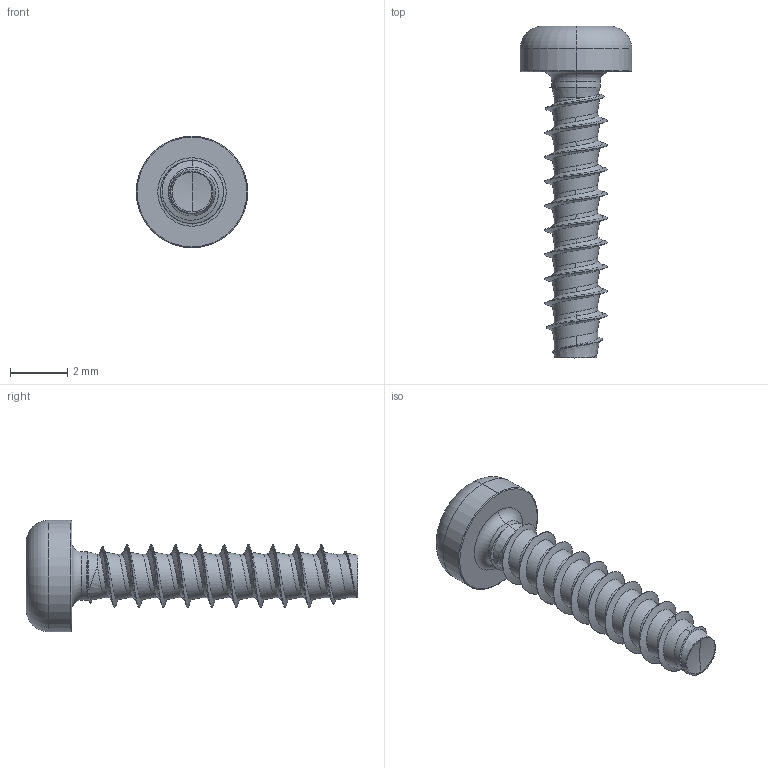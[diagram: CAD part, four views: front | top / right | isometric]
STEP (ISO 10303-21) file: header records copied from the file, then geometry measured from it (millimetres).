
FILE_DESCRIPTION (( 'STEP AP203' ), '1' );
FILE_NAME ('STP390220100.STEP', '2017-08-15T19:13:15', ( '' ), ( '' ), 'SwSTEP 2.0', 'SolidWorks 2015', '' );
FILE_SCHEMA (( 'CONFIG_CONTROL_DESIGN' ));
Length unit declared in the file: millimetre
Products named in the file (1): STP390220100
Bounding box: 3.9 x 11.6 x 3.9 mm (x, y, z)
Volume: 37.1 mm3; surface area: 120.3 mm2
Topology: 1 solids, 1 shells, 104 faces, 258 edges, 156 vertices
Faces by surface type: cylinder 47, bspline 35, cone 10, torus 6, sphere 4, plane 2
Entity records: 19233 total; most frequent: CARTESIAN_POINT 17081, ORIENTED_EDGE 512, DIRECTION 325, EDGE_CURVE 256, VERTEX_POINT 156, AXIS2_PLACEMENT_3D 132, B_SPLINE_CURVE_WITH_KNOTS 111, EDGE_LOOP 106
